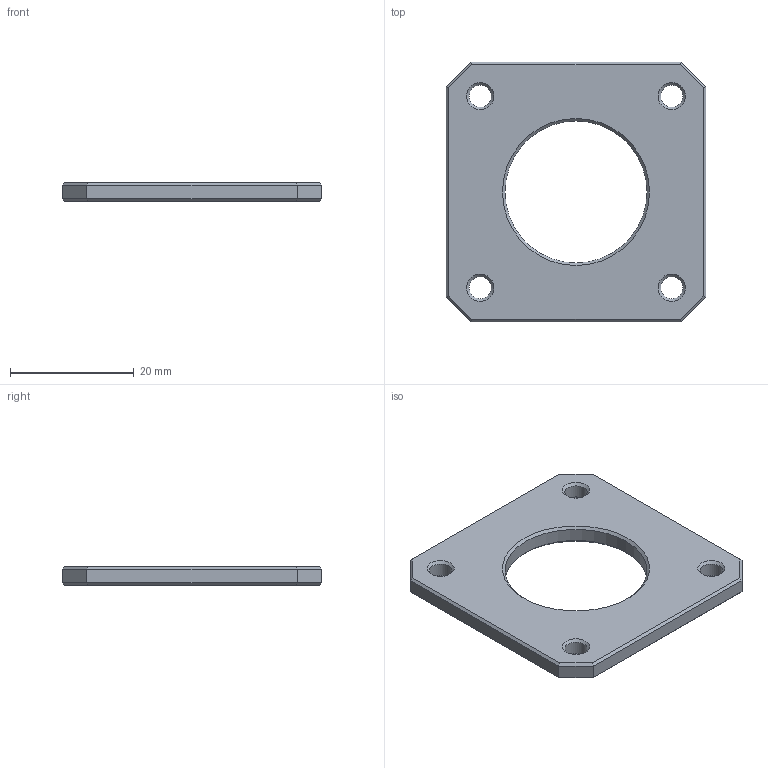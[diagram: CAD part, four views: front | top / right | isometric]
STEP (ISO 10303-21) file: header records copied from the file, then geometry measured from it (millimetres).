
FILE_DESCRIPTION(('FreeCAD Model'),'2;1');
FILE_NAME( 'Damper.step', '2020-08-13T21:11:59',('Author'),(''), 'Open CASCADE STEP processor 7.3','FreeCAD','Unknown');
FILE_SCHEMA(('CONFIG_CONTROL_DESIGN','SHAPE_APPEARANCE_LAYER_MIM'));
Length unit declared in the file: millimetre
Products named in the file (1): Damper
Bounding box: 42 x 42 x 3 mm (x, y, z)
Volume: 3782.7 mm3; surface area: 3252.2 mm2
Topology: 1 solids, 1 shells, 41 faces, 91 edges, 52 vertices
Faces by surface type: plane 26, cone 10, cylinder 5
Full cylindrical faces by diameter (mm): 3.6 x4, 23 x1
Entity records: 1168 total; most frequent: DIRECTION 195, CARTESIAN_POINT 185, ORIENTED_EDGE 182, EDGE_CURVE 91, LINE 71, VECTOR 71, AXIS2_PLACEMENT_3D 62, VERTEX_POINT 52
